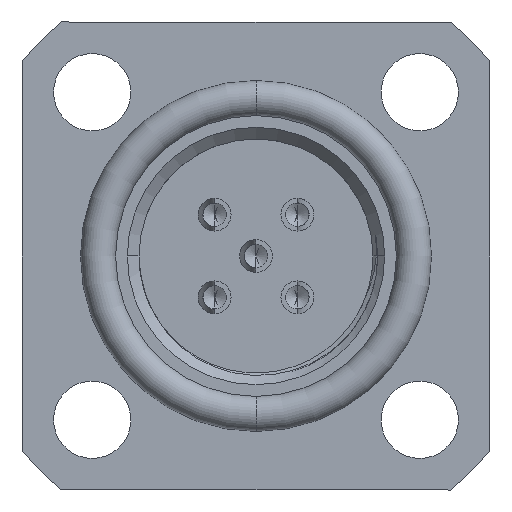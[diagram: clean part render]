
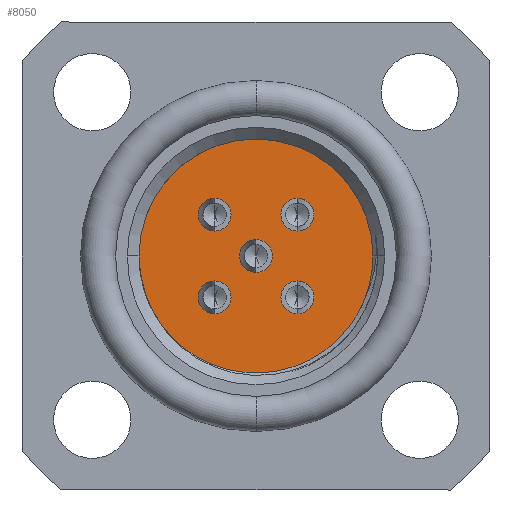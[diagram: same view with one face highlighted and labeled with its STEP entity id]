
A CAD part, left-side view. The second image highlights one B-rep face of the part: STEP entity #8050.
In plain terms, the highlighted face is planar.
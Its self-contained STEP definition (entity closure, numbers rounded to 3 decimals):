
#33 = EDGE_CURVE ( 'NONE', #4171, #7169, #8223, .T. ) ;
#44 = EDGE_CURVE ( 'NONE', #4231, #2656, #5506, .T. ) ;
#152 = CARTESIAN_POINT ( 'NONE',  ( 11.2, 0., 0. ) ) ;
#291 = EDGE_LOOP ( 'NONE', ( #7821, #4096 ) ) ;
#396 = AXIS2_PLACEMENT_3D ( 'NONE', #5974, #8703, #8036 ) ;
#480 = AXIS2_PLACEMENT_3D ( 'NONE', #6550, #1609, #4326 ) ;
#561 = CARTESIAN_POINT ( 'NONE',  ( 11.2, 1.768, -1.768 ) ) ;
#634 = ORIENTED_EDGE ( 'NONE', *, *, #3328, .F. ) ;
#926 = AXIS2_PLACEMENT_3D ( 'NONE', #8164, #2016, #8206 ) ;
#971 = PLANE ( 'NONE',  #8296 ) ;
#1036 = VERTEX_POINT ( 'NONE', #3162 ) ;
#1107 = AXIS2_PLACEMENT_3D ( 'NONE', #8310, #2757, #6836 ) ;
#1176 = DIRECTION ( 'NONE',  ( 0., 0., -1. ) ) ;
#1190 = AXIS2_PLACEMENT_3D ( 'NONE', #5142, #7806, #7096 ) ;
#1219 = CARTESIAN_POINT ( 'NONE',  ( 11.2, 1.768, -2.468 ) ) ;
#1357 = CIRCLE ( 'NONE', #926, 0.7 ) ;
#1402 = ORIENTED_EDGE ( 'NONE', *, *, #7285, .T. ) ;
#1436 = EDGE_LOOP ( 'NONE', ( #3266, #634 ) ) ;
#1556 = CIRCLE ( 'NONE', #3840, 0.7 ) ;
#1563 = FACE_OUTER_BOUND ( 'NONE', #8810, .T. ) ;
#1572 = ORIENTED_EDGE ( 'NONE', *, *, #5580, .F. ) ;
#1579 = ORIENTED_EDGE ( 'NONE', *, *, #4937, .F. ) ;
#1609 = DIRECTION ( 'NONE',  ( 1., 0., 0. ) ) ;
#1677 = ORIENTED_EDGE ( 'NONE', *, *, #6191, .T. ) ;
#1776 = AXIS2_PLACEMENT_3D ( 'NONE', #5661, #4218, #2084 ) ;
#1843 = EDGE_LOOP ( 'NONE', ( #5972, #1572 ) ) ;
#1855 = EDGE_CURVE ( 'NONE', #2656, #4231, #2922, .T. ) ;
#1996 = CIRCLE ( 'NONE', #4135, 0.7 ) ;
#2016 = DIRECTION ( 'NONE',  ( 1., 0., 0. ) ) ;
#2084 = DIRECTION ( 'NONE',  ( 0., 0., -1. ) ) ;
#2138 = DIRECTION ( 'NONE',  ( 0., 0., -1. ) ) ;
#2209 = CARTESIAN_POINT ( 'NONE',  ( 11.2, -1.768, 2.468 ) ) ;
#2630 = DIRECTION ( 'NONE',  ( 1., 0., 0. ) ) ;
#2656 = VERTEX_POINT ( 'NONE', #5378 ) ;
#2757 = DIRECTION ( 'NONE',  ( 1., 0., 0. ) ) ;
#2765 = ORIENTED_EDGE ( 'NONE', *, *, #44, .F. ) ;
#2875 = CARTESIAN_POINT ( 'NONE',  ( 11.2, 1.768, 1.768 ) ) ;
#2922 = CIRCLE ( 'NONE', #1776, 0.7 ) ;
#3040 = FACE_BOUND ( 'NONE', #1436, .T. ) ;
#3091 = CARTESIAN_POINT ( 'NONE',  ( 11.2, 4., 0. ) ) ;
#3100 = DIRECTION ( 'NONE',  ( 1., 0., 0. ) ) ;
#3147 = VERTEX_POINT ( 'NONE', #5239 ) ;
#3162 = CARTESIAN_POINT ( 'NONE',  ( 11.2, 0., 0.7 ) ) ;
#3266 = ORIENTED_EDGE ( 'NONE', *, *, #33, .F. ) ;
#3328 = EDGE_CURVE ( 'NONE', #7169, #4171, #1357, .T. ) ;
#3412 = ORIENTED_EDGE ( 'NONE', *, *, #1855, .F. ) ;
#3514 = AXIS2_PLACEMENT_3D ( 'NONE', #152, #3598, #2138 ) ;
#3596 = DIRECTION ( 'NONE',  ( 0., 0., -1. ) ) ;
#3598 = DIRECTION ( 'NONE',  ( 1., 0., 0. ) ) ;
#3621 = VERTEX_POINT ( 'NONE', #5988 ) ;
#3829 = AXIS2_PLACEMENT_3D ( 'NONE', #4222, #7649, #3596 ) ;
#3840 = AXIS2_PLACEMENT_3D ( 'NONE', #6820, #8868, #5463 ) ;
#3965 = CIRCLE ( 'NONE', #3829, 0.7 ) ;
#3997 = VERTEX_POINT ( 'NONE', #6936 ) ;
#4012 = CARTESIAN_POINT ( 'NONE',  ( 11.2, -1.768, -2.468 ) ) ;
#4096 = ORIENTED_EDGE ( 'NONE', *, *, #5057, .F. ) ;
#4135 = AXIS2_PLACEMENT_3D ( 'NONE', #2875, #4922, #7676 ) ;
#4171 = VERTEX_POINT ( 'NONE', #4509 ) ;
#4218 = DIRECTION ( 'NONE',  ( 1., 0., 0. ) ) ;
#4222 = CARTESIAN_POINT ( 'NONE',  ( 11.2, 1.768, 1.768 ) ) ;
#4231 = VERTEX_POINT ( 'NONE', #4012 ) ;
#4251 = CIRCLE ( 'NONE', #396, 0.7 ) ;
#4286 = DIRECTION ( 'NONE',  ( 0., 0., 1. ) ) ;
#4326 = DIRECTION ( 'NONE',  ( 0., 0., -1. ) ) ;
#4362 = EDGE_LOOP ( 'NONE', ( #2765, #3412 ) ) ;
#4509 = CARTESIAN_POINT ( 'NONE',  ( 11.2, -1.768, 1.068 ) ) ;
#4553 = VERTEX_POINT ( 'NONE', #7139 ) ;
#4922 = DIRECTION ( 'NONE',  ( 1., 0., 0. ) ) ;
#4937 = EDGE_CURVE ( 'NONE', #3621, #8742, #3965, .T. ) ;
#4956 = EDGE_LOOP ( 'NONE', ( #5808, #1579 ) ) ;
#4967 = FACE_BOUND ( 'NONE', #4956, .T. ) ;
#5057 = EDGE_CURVE ( 'NONE', #3147, #8205, #4251, .T. ) ;
#5142 = CARTESIAN_POINT ( 'NONE',  ( 11.2, -1.768, -1.768 ) ) ;
#5239 = CARTESIAN_POINT ( 'NONE',  ( 11.2, 1.768, -1.068 ) ) ;
#5378 = CARTESIAN_POINT ( 'NONE',  ( 11.2, -1.768, -1.068 ) ) ;
#5463 = DIRECTION ( 'NONE',  ( 0., 0., -1. ) ) ;
#5506 = CIRCLE ( 'NONE', #1190, 0.7 ) ;
#5580 = EDGE_CURVE ( 'NONE', #1036, #7859, #1556, .T. ) ;
#5593 = CIRCLE ( 'NONE', #5872, 5.25 ) ;
#5610 = CARTESIAN_POINT ( 'NONE',  ( 11.2, 0., -0.7 ) ) ;
#5661 = CARTESIAN_POINT ( 'NONE',  ( 11.2, -1.768, -1.768 ) ) ;
#5734 = FACE_BOUND ( 'NONE', #4362, .T. ) ;
#5744 = CARTESIAN_POINT ( 'NONE',  ( 11.2, 0., 0. ) ) ;
#5808 = ORIENTED_EDGE ( 'NONE', *, *, #8761, .F. ) ;
#5870 = FACE_BOUND ( 'NONE', #1843, .T. ) ;
#5872 = AXIS2_PLACEMENT_3D ( 'NONE', #5744, #3100, #7947 ) ;
#5972 = ORIENTED_EDGE ( 'NONE', *, *, #6867, .F. ) ;
#5974 = CARTESIAN_POINT ( 'NONE',  ( 11.2, 1.768, -1.768 ) ) ;
#5988 = CARTESIAN_POINT ( 'NONE',  ( 11.2, 1.768, 2.468 ) ) ;
#6191 = EDGE_CURVE ( 'NONE', #3997, #4553, #5593, .T. ) ;
#6242 = CIRCLE ( 'NONE', #3514, 0.7 ) ;
#6415 = DIRECTION ( 'NONE',  ( -1., 0., 0. ) ) ;
#6550 = CARTESIAN_POINT ( 'NONE',  ( 11.2, -1.768, 1.768 ) ) ;
#6749 = EDGE_CURVE ( 'NONE', #8205, #3147, #7251, .T. ) ;
#6820 = CARTESIAN_POINT ( 'NONE',  ( 11.2, 0., 0. ) ) ;
#6836 = DIRECTION ( 'NONE',  ( 0., 0., -1. ) ) ;
#6867 = EDGE_CURVE ( 'NONE', #7859, #1036, #6242, .T. ) ;
#6936 = CARTESIAN_POINT ( 'NONE',  ( 11.2, 0., 5.25 ) ) ;
#7096 = DIRECTION ( 'NONE',  ( 0., 0., -1. ) ) ;
#7139 = CARTESIAN_POINT ( 'NONE',  ( 11.2, 0., -5.25 ) ) ;
#7169 = VERTEX_POINT ( 'NONE', #2209 ) ;
#7251 = CIRCLE ( 'NONE', #7948, 0.7 ) ;
#7285 = EDGE_CURVE ( 'NONE', #4553, #3997, #8000, .T. ) ;
#7649 = DIRECTION ( 'NONE',  ( 1., 0., 0. ) ) ;
#7676 = DIRECTION ( 'NONE',  ( 0., 0., -1. ) ) ;
#7806 = DIRECTION ( 'NONE',  ( 1., 0., 0. ) ) ;
#7821 = ORIENTED_EDGE ( 'NONE', *, *, #6749, .F. ) ;
#7859 = VERTEX_POINT ( 'NONE', #5610 ) ;
#7947 = DIRECTION ( 'NONE',  ( 0., 0., -1. ) ) ;
#7948 = AXIS2_PLACEMENT_3D ( 'NONE', #561, #2630, #1176 ) ;
#8000 = CIRCLE ( 'NONE', #1107, 5.25 ) ;
#8036 = DIRECTION ( 'NONE',  ( 0., 0., -1. ) ) ;
#8050 = ADVANCED_FACE ( 'NONE', ( #5870, #8598, #5734, #3040, #4967, #1563 ), #971, .F. ) ;
#8164 = CARTESIAN_POINT ( 'NONE',  ( 11.2, -1.768, 1.768 ) ) ;
#8205 = VERTEX_POINT ( 'NONE', #1219 ) ;
#8206 = DIRECTION ( 'NONE',  ( 0., 0., -1. ) ) ;
#8223 = CIRCLE ( 'NONE', #480, 0.7 ) ;
#8296 = AXIS2_PLACEMENT_3D ( 'NONE', #3091, #6415, #4286 ) ;
#8310 = CARTESIAN_POINT ( 'NONE',  ( 11.2, 0., 0. ) ) ;
#8598 = FACE_BOUND ( 'NONE', #291, .T. ) ;
#8703 = DIRECTION ( 'NONE',  ( 1., 0., 0. ) ) ;
#8742 = VERTEX_POINT ( 'NONE', #8779 ) ;
#8761 = EDGE_CURVE ( 'NONE', #8742, #3621, #1996, .T. ) ;
#8779 = CARTESIAN_POINT ( 'NONE',  ( 11.2, 1.768, 1.068 ) ) ;
#8810 = EDGE_LOOP ( 'NONE', ( #1402, #1677 ) ) ;
#8868 = DIRECTION ( 'NONE',  ( 1., 0., 0. ) ) ;
